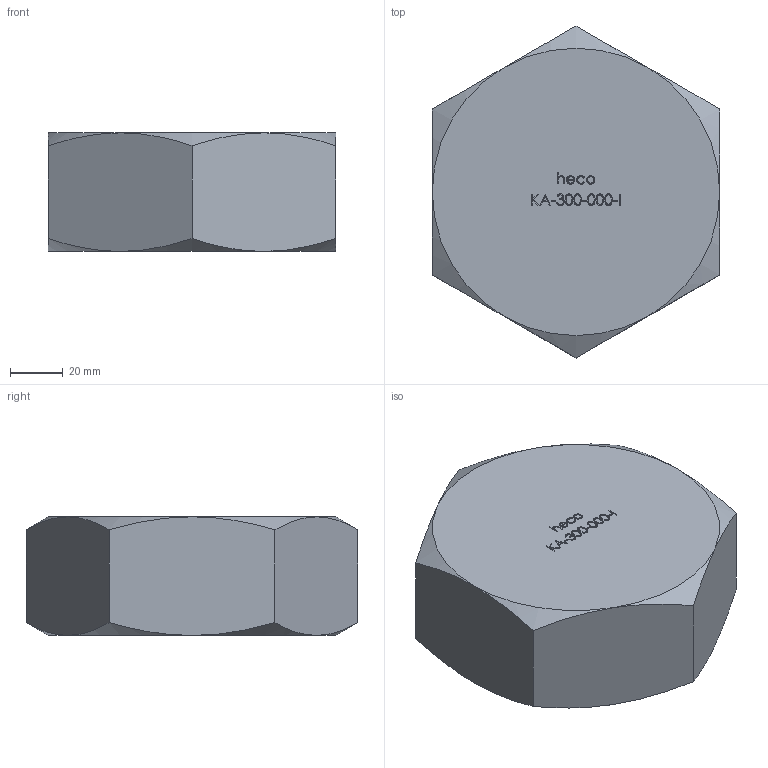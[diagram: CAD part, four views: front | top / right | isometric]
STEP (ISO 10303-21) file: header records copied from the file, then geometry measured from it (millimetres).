
FILE_DESCRIPTION (( 'STEP AP214' ), '1' );
FILE_NAME ('heco KA-300-000-I.STEP', '2016-01-12T09:54:16', ( 'test' ), ( '' ), 'SwSTEP 2.0', 'SolidWorks 2011', '' );
FILE_SCHEMA (( 'AUTOMOTIVE_DESIGN' ));
Length unit declared in the file: millimetre
Products named in the file (1): heco KA-300-000-I
Bounding box: 109 x 125.86 x 45.1 mm (x, y, z)
Volume: 238761.5 mm3; surface area: 46672.3 mm2
Topology: 1 solids, 1 shells, 196 faces, 493 edges, 324 vertices
Faces by surface type: bspline 94, plane 87, cone 13, torus 1, cylinder 1
Full cylindrical faces by diameter (mm): 84.926 x1
Entity records: 13904 total; most frequent: CARTESIAN_POINT 7729, ORIENTED_EDGE 980, DIRECTION 500, EDGE_CURVE 490, VERTEX_POINT 324, VECTOR 262, LINE 262, EDGE_LOOP 224
